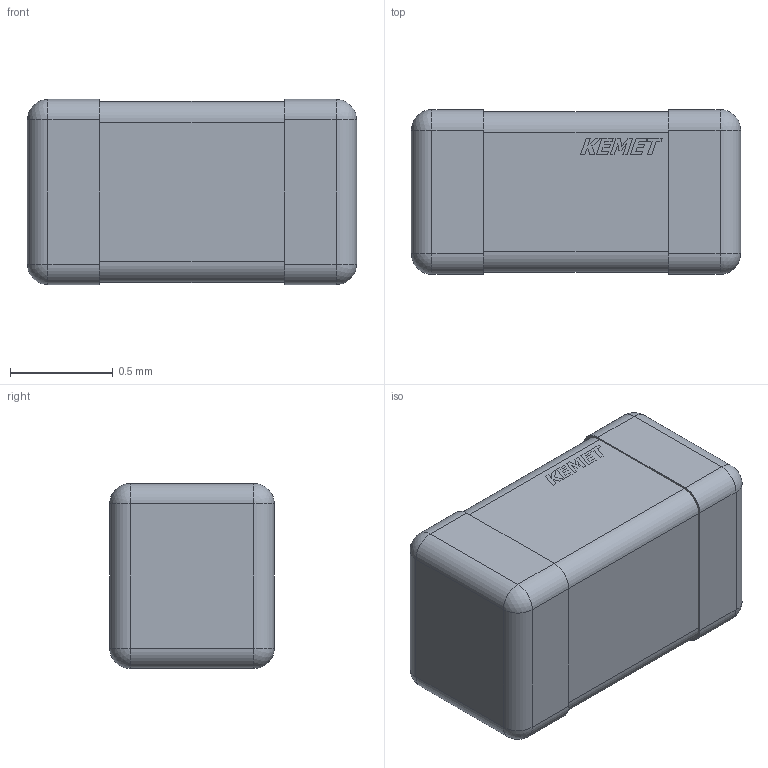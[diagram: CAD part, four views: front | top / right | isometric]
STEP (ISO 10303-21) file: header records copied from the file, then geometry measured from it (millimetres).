
FILE_DESCRIPTION(/* description */ (''),/* implementation_level */ '2;1');
FILE_NAME(/* name */ '1.stp',/* time_stamp */ '2021-03-27T22:53:17+02:00',/* author */ ('k'),/* organization */ (''),/* preprocessor_version */ 'ST-DEVELOPER v15.6',/* originating_system */ 'Autodesk Inventor 2015',/* authorisation */ '');
FILE_SCHEMA (('AUTOMOTIVE_DESIGN { 1 0 10303 214 3 1 1 }'));
Length unit declared in the file: millimetre
Products named in the file (4): 1; 2; kemet
Bounding box: 1.6 x 0.8 x 0.9 mm (x, y, z)
Volume: 1.2 mm3; surface area: 9.9 mm2
Topology: 8 solids, 8 shells, 113 faces, 267 edges, 170 vertices
Faces by surface type: plane 85, cylinder 20, sphere 8
Entity records: 3284 total; most frequent: CARTESIAN_POINT 557, DIRECTION 547, ORIENTED_EDGE 534, EDGE_CURVE 267, LINE 227, VECTOR 227, VERTEX_POINT 170, AXIS2_PLACEMENT_3D 160
